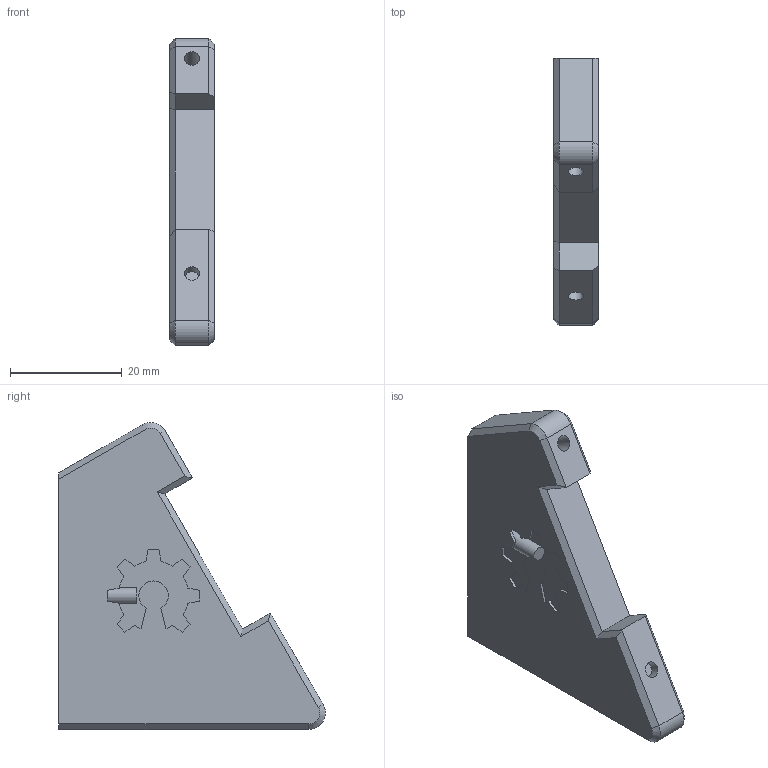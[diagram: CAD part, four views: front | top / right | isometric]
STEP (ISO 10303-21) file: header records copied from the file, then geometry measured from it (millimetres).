
FILE_DESCRIPTION(('FreeCAD Model'),'2;1');
FILE_NAME('Open CASCADE Shape Model','2023-05-27T11:51:54',('Author'),( ''),'Open CASCADE STEP processor 7.5','FreeCAD','Unknown');
FILE_SCHEMA(('AUTOMOTIVE_DESIGN { 1 0 10303 214 1 1 1 1 }'));
Length unit declared in the file: millimetre
Products named in the file (1): beveled.stand.L
Bounding box: 8 x 47.8 x 55.05 mm (x, y, z)
Volume: 12671.3 mm3; surface area: 4811.4 mm2
Topology: 1 solids, 1 shells, 68 faces, 189 edges, 112 vertices
Faces by surface type: plane 49, cylinder 15, cone 4
Full cylindrical faces by diameter (mm): 2.8 x4, 5.28 x1, 12.6 x2
Entity records: 4275 total; most frequent: CARTESIAN_POINT 774, DIRECTION 658, LINE 433, VECTOR 433, ORIENTED_EDGE 342, PCURVE 342, DEFINITIONAL_REPRESENTATION 342, EDGE_CURVE 171
